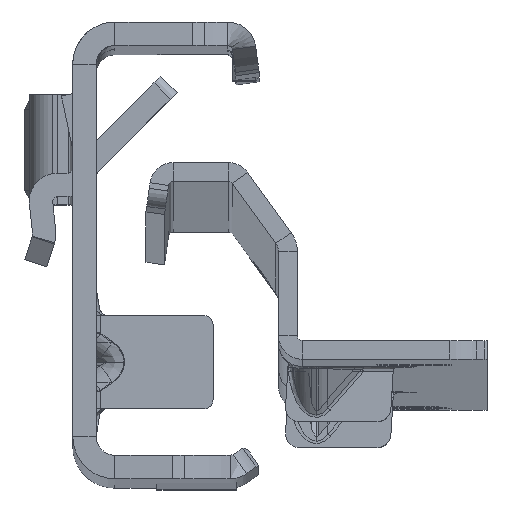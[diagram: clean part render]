
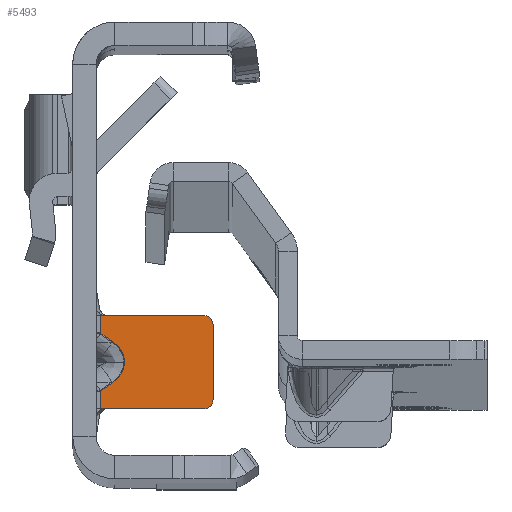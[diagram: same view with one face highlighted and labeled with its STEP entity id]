
A CAD part, top view. The second image highlights one B-rep face of the part: STEP entity #5493.
In plain terms, the highlighted planar face has unit normal (0, 0, 1).
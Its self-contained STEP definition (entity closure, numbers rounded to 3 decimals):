
#195 = CARTESIAN_POINT ( 'NONE',  ( -1.826, -15.6, -541.5 ) ) ;
#454 = CARTESIAN_POINT ( 'NONE',  ( 1.367, -8.131, -541.5 ) ) ;
#520 = VERTEX_POINT ( 'NONE', #10837 ) ;
#950 = FACE_OUTER_BOUND ( 'NONE', #9644, .T. ) ;
#1055 = PLANE ( 'NONE',  #17810 ) ;
#1121 = CARTESIAN_POINT ( 'NONE',  ( 0.708, -15.6, -541.5 ) ) ;
#1209 = DIRECTION ( 'NONE',  ( 0., 1., 0. ) ) ;
#1493 = CARTESIAN_POINT ( 'NONE',  ( 1.757, -12.792, -541.5 ) ) ;
#1528 = EDGE_CURVE ( 'NONE', #6864, #11564, #18156, .T. ) ;
#1912 = DIRECTION ( 'NONE',  ( 1., 0., 0. ) ) ;
#2205 = VECTOR ( 'NONE', #1209, 1000. ) ;
#2374 = EDGE_CURVE ( 'NONE', #10223, #4939, #12288, .T. ) ;
#2387 = DIRECTION ( 'NONE',  ( 0., 0., 1. ) ) ;
#2391 = EDGE_CURVE ( 'NONE', #6188, #10223, #10025, .T. ) ;
#2758 = VECTOR ( 'NONE', #1912, 1000. ) ;
#2821 = DIRECTION ( 'NONE',  ( 0.816, 0.577, 0. ) ) ;
#3124 = DIRECTION ( 'NONE',  ( 0., 1., 0. ) ) ;
#3194 = CARTESIAN_POINT ( 'NONE',  ( 0.5, -15.6, -541.5 ) ) ;
#3199 = VERTEX_POINT ( 'NONE', #12416 ) ;
#3295 = CIRCLE ( 'NONE', #12097, 1. ) ;
#3482 = DIRECTION ( 'NONE',  ( -0.816, 0.577, 0. ) ) ;
#3789 = DIRECTION ( 'NONE',  ( 0., 1., 0. ) ) ;
#3899 = VECTOR ( 'NONE', #18186, 1000. ) ;
#4197 = EDGE_CURVE ( 'NONE', #11564, #3199, #3295, .T. ) ;
#4274 = VECTOR ( 'NONE', #3124, 1000. ) ;
#4383 = VERTEX_POINT ( 'NONE', #15340 ) ;
#4622 = CARTESIAN_POINT ( 'NONE',  ( 3.573, -9.692, -541.5 ) ) ;
#4686 = ORIENTED_EDGE ( 'NONE', *, *, #8835, .T. ) ;
#4764 = CARTESIAN_POINT ( 'NONE',  ( -1.826, -15.6, -541.5 ) ) ;
#4939 = VERTEX_POINT ( 'NONE', #8180 ) ;
#5047 = ORIENTED_EDGE ( 'NONE', *, *, #11936, .T. ) ;
#5219 = CARTESIAN_POINT ( 'NONE',  ( -37.326, 22.3, -541.5 ) ) ;
#5360 = CARTESIAN_POINT ( 'NONE',  ( 12.5, -6.6, -541.5 ) ) ;
#5493 = ADVANCED_FACE ( 'NONE', ( #950 ), #1055, .F. ) ;
#5635 = LINE ( 'NONE', #5360, #15509 ) ;
#5681 = DIRECTION ( 'NONE',  ( 0., -1., 0. ) ) ;
#6075 = EDGE_CURVE ( 'NONE', #4383, #520, #12375, .T. ) ;
#6174 = VERTEX_POINT ( 'NONE', #6499 ) ;
#6188 = VERTEX_POINT ( 'NONE', #9710 ) ;
#6279 = ORIENTED_EDGE ( 'NONE', *, *, #18661, .F. ) ;
#6499 = CARTESIAN_POINT ( 'NONE',  ( 12.5, -6.6, -541.5 ) ) ;
#6864 = VERTEX_POINT ( 'NONE', #1121 ) ;
#6999 = VERTEX_POINT ( 'NONE', #15727 ) ;
#7018 = AXIS2_PLACEMENT_3D ( 'NONE', #15935, #13090, #5681 ) ;
#7049 = ORIENTED_EDGE ( 'NONE', *, *, #9283, .T. ) ;
#7194 = VECTOR ( 'NONE', #17788, 1000. ) ;
#7369 = ORIENTED_EDGE ( 'NONE', *, *, #1528, .T. ) ;
#7930 = CIRCLE ( 'NONE', #7018, 1. ) ;
#8136 = EDGE_CURVE ( 'NONE', #15724, #520, #11685, .T. ) ;
#8180 = CARTESIAN_POINT ( 'NONE',  ( 1.757, -8.408, -541.5 ) ) ;
#8451 = ORIENTED_EDGE ( 'NONE', *, *, #2391, .F. ) ;
#8520 = CARTESIAN_POINT ( 'NONE',  ( 11.5, -15.6, -541.5 ) ) ;
#8835 = EDGE_CURVE ( 'NONE', #3199, #6174, #5635, .T. ) ;
#8924 = LINE ( 'NONE', #195, #2758 ) ;
#9283 = EDGE_CURVE ( 'NONE', #6174, #6999, #7930, .T. ) ;
#9644 = EDGE_LOOP ( 'NONE', ( #13623, #14541, #8451, #6279, #5047, #7369, #12306, #4686, #7049, #15996, #12264, #16121 ) ) ;
#9710 = CARTESIAN_POINT ( 'NONE',  ( 0.5, -13.681, -541.5 ) ) ;
#9994 = DIRECTION ( 'NONE',  ( 0., 1., 0. ) ) ;
#10025 = LINE ( 'NONE', #15823, #17612 ) ;
#10054 = LINE ( 'NONE', #454, #13442 ) ;
#10128 = CARTESIAN_POINT ( 'NONE',  ( 1.757, -8.408, -541.5 ) ) ;
#10223 = VERTEX_POINT ( 'NONE', #14535 ) ;
#10662 = EDGE_CURVE ( 'NONE', #4939, #15724, #10054, .T. ) ;
#10837 = CARTESIAN_POINT ( 'NONE',  ( 0.5, -5.6, -541.5 ) ) ;
#11027 = DIRECTION ( 'NONE',  ( 0., 0., -1. ) ) ;
#11314 = EDGE_CURVE ( 'NONE', #6999, #4383, #11616, .T. ) ;
#11377 = CARTESIAN_POINT ( 'NONE',  ( 0.5, 22.3, -541.5 ) ) ;
#11564 = VERTEX_POINT ( 'NONE', #8520 ) ;
#11616 = LINE ( 'NONE', #14169, #14628 ) ;
#11685 = LINE ( 'NONE', #11862, #4274 ) ;
#11862 = CARTESIAN_POINT ( 'NONE',  ( 0.5, 22.3, -541.5 ) ) ;
#11936 = EDGE_CURVE ( 'NONE', #13611, #6864, #8924, .T. ) ;
#12097 = AXIS2_PLACEMENT_3D ( 'NONE', #14056, #2387, #12630 ) ;
#12264 = ORIENTED_EDGE ( 'NONE', *, *, #6075, .T. ) ;
#12288 =( BOUNDED_CURVE ( )  B_SPLINE_CURVE ( 3, ( #1493, #16106, #4622, #10128 ),
 .UNSPECIFIED., .F., .T. ) 
 B_SPLINE_CURVE_WITH_KNOTS ( ( 4, 4 ),
 ( 2.356, 3.927 ),
 .UNSPECIFIED. ) 
 CURVE ( )  GEOMETRIC_REPRESENTATION_ITEM ( )  RATIONAL_B_SPLINE_CURVE ( ( 1., 0.805, 0.805, 1. ) ) 
 REPRESENTATION_ITEM ( '' )  );
#12306 = ORIENTED_EDGE ( 'NONE', *, *, #4197, .T. ) ;
#12375 = LINE ( 'NONE', #16763, #3899 ) ;
#12416 = CARTESIAN_POINT ( 'NONE',  ( 12.5, -14.6, -541.5 ) ) ;
#12630 = DIRECTION ( 'NONE',  ( 0., 1., 0. ) ) ;
#13090 = DIRECTION ( 'NONE',  ( 0., 0., 1. ) ) ;
#13442 = VECTOR ( 'NONE', #3482, 1000. ) ;
#13611 = VERTEX_POINT ( 'NONE', #3194 ) ;
#13623 = ORIENTED_EDGE ( 'NONE', *, *, #10662, .F. ) ;
#14056 = CARTESIAN_POINT ( 'NONE',  ( 11.5, -14.6, -541.5 ) ) ;
#14169 = CARTESIAN_POINT ( 'NONE',  ( -1.826, -5.6, -541.5 ) ) ;
#14535 = CARTESIAN_POINT ( 'NONE',  ( 1.757, -12.792, -541.5 ) ) ;
#14541 = ORIENTED_EDGE ( 'NONE', *, *, #2374, .F. ) ;
#14628 = VECTOR ( 'NONE', #18663, 1000. ) ;
#15340 = CARTESIAN_POINT ( 'NONE',  ( 0.708, -5.6, -541.5 ) ) ;
#15509 = VECTOR ( 'NONE', #9994, 1000. ) ;
#15699 = CARTESIAN_POINT ( 'NONE',  ( 0.5, -7.519, -541.5 ) ) ;
#15724 = VERTEX_POINT ( 'NONE', #15699 ) ;
#15727 = CARTESIAN_POINT ( 'NONE',  ( 11.5, -5.6, -541.5 ) ) ;
#15823 = CARTESIAN_POINT ( 'NONE',  ( 2.624, -12.179, -541.5 ) ) ;
#15919 = LINE ( 'NONE', #11377, #2205 ) ;
#15935 = CARTESIAN_POINT ( 'NONE',  ( 11.5, -6.6, -541.5 ) ) ;
#15996 = ORIENTED_EDGE ( 'NONE', *, *, #11314, .T. ) ;
#16106 = CARTESIAN_POINT ( 'NONE',  ( 3.573, -11.508, -541.5 ) ) ;
#16121 = ORIENTED_EDGE ( 'NONE', *, *, #8136, .F. ) ;
#16763 = CARTESIAN_POINT ( 'NONE',  ( -1.826, -5.6, -541.5 ) ) ;
#17612 = VECTOR ( 'NONE', #2821, 1000. ) ;
#17788 = DIRECTION ( 'NONE',  ( 1., 0., 0. ) ) ;
#17810 = AXIS2_PLACEMENT_3D ( 'NONE', #5219, #11027, #3789 ) ;
#18156 = LINE ( 'NONE', #4764, #7194 ) ;
#18186 = DIRECTION ( 'NONE',  ( -1., 0., 0. ) ) ;
#18661 = EDGE_CURVE ( 'NONE', #13611, #6188, #15919, .T. ) ;
#18663 = DIRECTION ( 'NONE',  ( -1., 0., 0. ) ) ;
